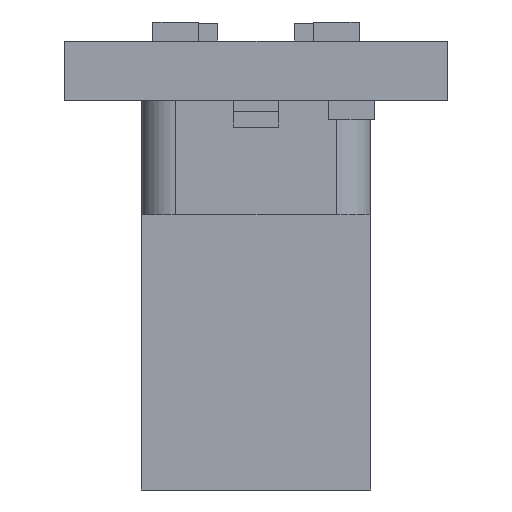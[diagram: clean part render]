
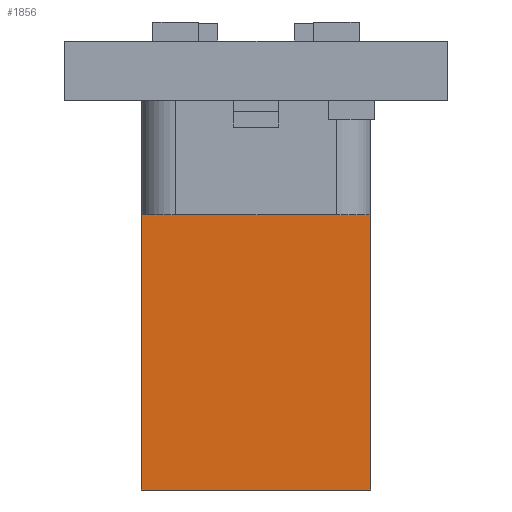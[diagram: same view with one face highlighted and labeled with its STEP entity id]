
A CAD part, left-side view. The second image highlights one B-rep face of the part: STEP entity #1856.
In plain terms, the highlighted planar face has unit normal (-1, 0, 0).
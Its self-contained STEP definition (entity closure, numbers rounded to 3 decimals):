
#194=FACE_OUTER_BOUND('',#329,.T.);
#329=EDGE_LOOP('',(#1470,#1471,#1472,#1473));
#446=LINE('',#2817,#652);
#454=LINE('',#2845,#660);
#485=LINE('',#2912,#691);
#486=LINE('',#2913,#692);
#652=VECTOR('',#2297,10.);
#660=VECTOR('',#2323,10.);
#691=VECTOR('',#2388,10.);
#692=VECTOR('',#2389,10.);
#871=VERTEX_POINT('',#2814);
#872=VERTEX_POINT('',#2816);
#882=VERTEX_POINT('',#2842);
#883=VERTEX_POINT('',#2844);
#1060=EDGE_CURVE('',#872,#871,#446,.T.);
#1074=EDGE_CURVE('',#882,#883,#454,.T.);
#1108=EDGE_CURVE('',#872,#882,#485,.T.);
#1109=EDGE_CURVE('',#883,#871,#486,.T.);
#1470=ORIENTED_EDGE('',*,*,#1108,.F.);
#1471=ORIENTED_EDGE('',*,*,#1060,.T.);
#1472=ORIENTED_EDGE('',*,*,#1109,.F.);
#1473=ORIENTED_EDGE('',*,*,#1074,.F.);
#1731=PLANE('',#2047);
#1856=ADVANCED_FACE('',(#194),#1731,.T.);
#2047=AXIS2_PLACEMENT_3D('',#2911,#2386,#2387);
#2297=DIRECTION('',(0.,0.,-1.));
#2323=DIRECTION('',(0.,0.,-1.));
#2386=DIRECTION('center_axis',(-1.,0.,0.));
#2387=DIRECTION('ref_axis',(0.,1.,0.));
#2388=DIRECTION('',(0.,-1.,0.));
#2389=DIRECTION('',(0.,1.,0.));
#2814=CARTESIAN_POINT('',(14.125,8.,-10.2));
#2816=CARTESIAN_POINT('',(14.125,8.,-3.));
#2817=CARTESIAN_POINT('',(14.125,8.,0.));
#2842=CARTESIAN_POINT('',(14.125,2.,-3.));
#2844=CARTESIAN_POINT('',(14.125,2.,-10.2));
#2845=CARTESIAN_POINT('',(14.125,2.,0.));
#2911=CARTESIAN_POINT('Origin',(14.125,2.,0.));
#2912=CARTESIAN_POINT('',(14.125,2.,-3.));
#2913=CARTESIAN_POINT('',(14.125,2.,-10.2));
